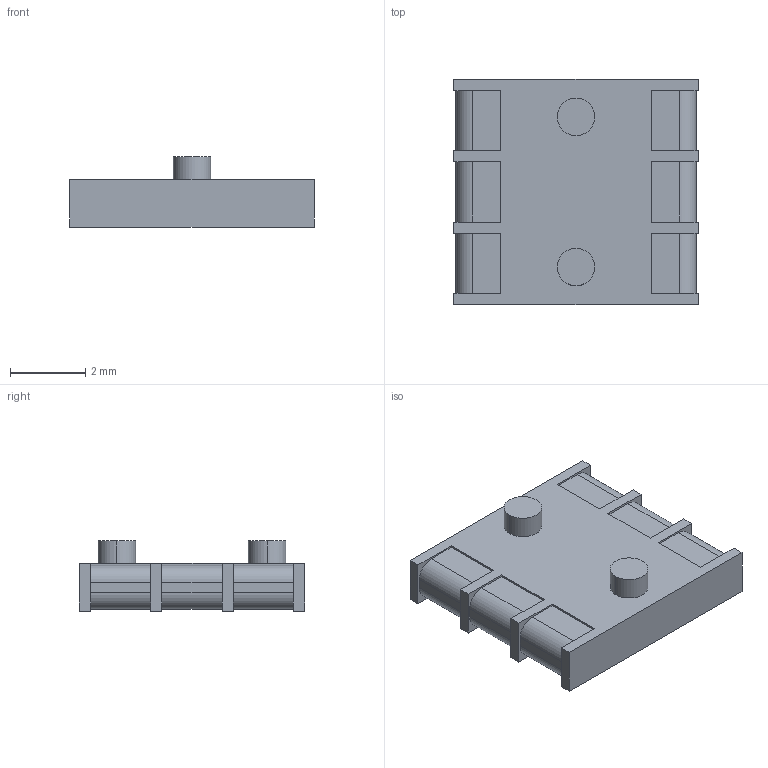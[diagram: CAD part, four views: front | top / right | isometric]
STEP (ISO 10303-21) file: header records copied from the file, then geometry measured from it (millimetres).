
FILE_DESCRIPTION (( 'STEP AP214' ), '1' );
FILE_NAME ('SMT 2mm 3pin female.STEP', '2023-08-16T14:25:48', ( '' ), ( '' ), 'SwSTEP 2.0', 'SolidWorks 2021', '' );
FILE_SCHEMA (( 'AUTOMOTIVE_DESIGN' ));
Length unit declared in the file: millimetre
Products named in the file (1): SMT 2mm 3pin female
Bounding box: 6.5 x 6 x 1.87 mm (x, y, z)
Volume: 21.8 mm3; surface area: 208.6 mm2
Topology: 1 solids, 4 shells, 90 faces, 240 edges, 160 vertices
Faces by surface type: plane 62, cylinder 28
Entity records: 3389 total; most frequent: CARTESIAN_POINT 491, ORIENTED_EDGE 480, DIRECTION 478, EDGE_CURVE 240, LINE 184, VECTOR 184, VERTEX_POINT 160, AXIS2_PLACEMENT_3D 147
